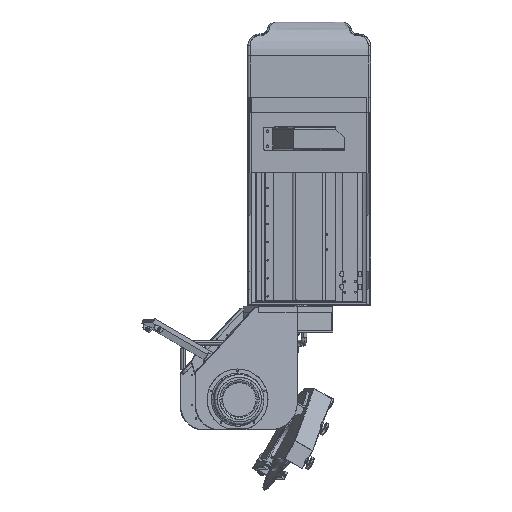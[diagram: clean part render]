
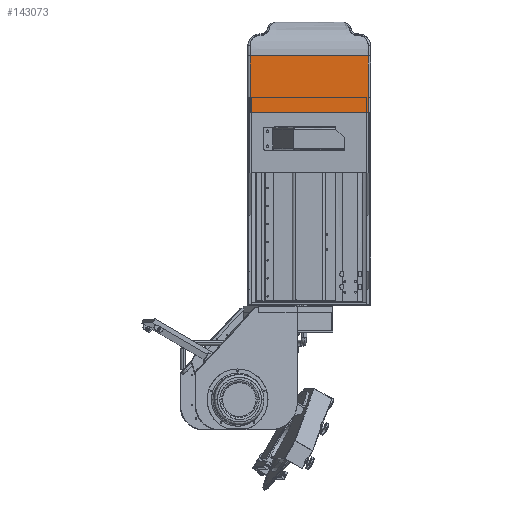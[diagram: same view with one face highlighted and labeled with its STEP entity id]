
A CAD part, top view. The second image highlights one B-rep face of the part: STEP entity #143073.
In plain terms, the highlighted free-form (B-spline) face has degree [1, 1] with [2, 2] control points.
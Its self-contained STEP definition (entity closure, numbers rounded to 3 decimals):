
#143073 = ADVANCED_FACE('',(#143074),#143108,.T.);
#143074 = FACE_BOUND('',#143075,.T.);
#143075 = EDGE_LOOP('',(#143076,#143086,#143094,#143102));
#143076 = ORIENTED_EDGE('',*,*,#143077,.T.);
#143077 = EDGE_CURVE('',#143078,#143080,#143082,.T.);
#143078 = VERTEX_POINT('',#143079);
#143079 = CARTESIAN_POINT('',(-26.793,46.244,27.64));
#143080 = VERTEX_POINT('',#143081);
#143081 = CARTESIAN_POINT('',(-26.793,68.684,27.64));
#143082 = LINE('',#143083,#143084);
#143083 = CARTESIAN_POINT('',(-26.793,46.244,27.64));
#143084 = VECTOR('',#143085,1.);
#143085 = DIRECTION('',(0.,1.,0.));
#143086 = ORIENTED_EDGE('',*,*,#143087,.T.);
#143087 = EDGE_CURVE('',#143080,#143088,#143090,.T.);
#143088 = VERTEX_POINT('',#143089);
#143089 = CARTESIAN_POINT('',(20.247,68.684,27.64));
#143090 = LINE('',#143091,#143092);
#143091 = CARTESIAN_POINT('',(-26.793,68.684,27.64));
#143092 = VECTOR('',#143093,1.);
#143093 = DIRECTION('',(1.,0.,0.));
#143094 = ORIENTED_EDGE('',*,*,#143095,.T.);
#143095 = EDGE_CURVE('',#143088,#143096,#143098,.T.);
#143096 = VERTEX_POINT('',#143097);
#143097 = CARTESIAN_POINT('',(20.247,46.244,27.64));
#143098 = LINE('',#143099,#143100);
#143099 = CARTESIAN_POINT('',(20.247,68.684,27.64));
#143100 = VECTOR('',#143101,1.);
#143101 = DIRECTION('',(0.,-1.,0.));
#143102 = ORIENTED_EDGE('',*,*,#143103,.T.);
#143103 = EDGE_CURVE('',#143096,#143078,#143104,.T.);
#143104 = LINE('',#143105,#143106);
#143105 = CARTESIAN_POINT('',(20.247,46.244,27.64));
#143106 = VECTOR('',#143107,1.);
#143107 = DIRECTION('',(-1.,0.,0.));
#143108 = B_SPLINE_SURFACE_WITH_KNOTS('',1,1,(
    (#143109,#143110)
    ,(#143111,#143112
    )),.UNSPECIFIED.,.F.,.F.,.F.,(2,2),(2,2),(0.,1.),(0.,1.),
  .PIECEWISE_BEZIER_KNOTS.);
#143109 = CARTESIAN_POINT('',(-26.793,46.244,27.64));
#143110 = CARTESIAN_POINT('',(20.247,46.244,27.64));
#143111 = CARTESIAN_POINT('',(-26.793,68.684,27.64));
#143112 = CARTESIAN_POINT('',(20.247,68.684,27.64));
